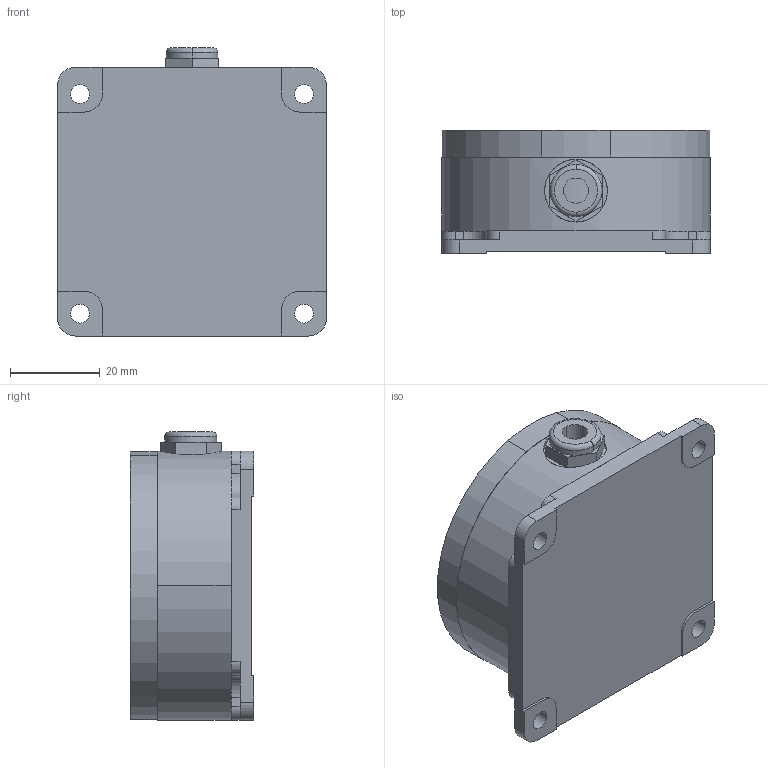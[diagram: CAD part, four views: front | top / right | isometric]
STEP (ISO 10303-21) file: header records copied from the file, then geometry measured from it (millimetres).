
FILE_DESCRIPTION((''),'2;1');
FILE_NAME('TL740_ASM','2019-10-09T',('Administrator'),(''),'CREO PARAMETRIC BY PTC INC, 2015200','CREO PARAMETRIC BY PTC INC, 2015200','');
FILE_SCHEMA(('CONFIG_CONTROL_DESIGN'));
Length unit declared in the file: millimetre
Products named in the file (6): TL732D_______; TL732D-PCB__; ISO7045-M3X4-4_8__; M10___; TL740_ASM
Assembly tree (7 placements, depth 2):
  TL740_ASM
    TL732D_______
    TL732D_______
    TL732D-PCB__
    ISO7045-M3X4-4_8__  x3
    M10___
Bounding box: 60 x 27.5 x 64.3 mm (x, y, z)
Volume: 80480.5 mm3; surface area: 25987 mm2
Topology: 7 solids, 10 shells, 241 faces, 600 edges, 391 vertices
Faces by surface type: plane 112, cylinder 105, bspline 10, sphere 6, cone 6, torus 2
Entity records: 8566 total; most frequent: CARTESIAN_POINT 3836, DIRECTION 971, ORIENTED_EDGE 940, EDGE_CURVE 472, AXIS2_PLACEMENT_3D 362, VERTEX_POINT 307, VECTOR 247, LINE 247
